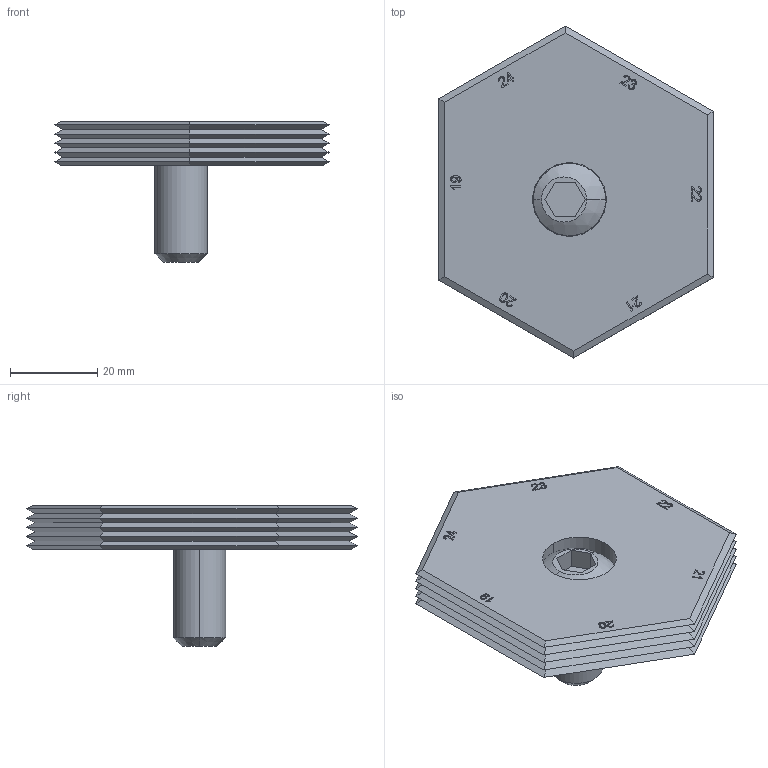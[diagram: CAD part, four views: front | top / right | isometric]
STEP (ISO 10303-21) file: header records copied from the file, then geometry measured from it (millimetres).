
FILE_DESCRIPTION (( 'STEP AP203' ), '1' );
FILE_NAME ('mbspc3035s.STEP', '2021-10-26T02:40:35', ( '' ), ( '' ), 'SwSTEP 2.0', 'SolidWorks 2020', '' );
FILE_SCHEMA (( 'CONFIG_CONTROL_DESIGN' ));
Length unit declared in the file: millimetre
Products named in the file (3): mbspc3035s; mbspc3035s_02; mbspc3035s_01
Assembly tree (2 placements, depth 2):
  mbspc3035s
    mbspc3035s_01
    mbspc3035s_02
Bounding box: 63 x 76.21 x 32.37 mm (x, y, z)
Volume: 36301.9 mm3; surface area: 12972.1 mm2
Topology: 2 solids, 2 shells, 247 faces, 617 edges, 392 vertices
Faces by surface type: plane 140, bspline 95, cylinder 8, sphere 2, cone 2
Entity records: 12899 total; most frequent: CARTESIAN_POINT 7373, ORIENTED_EDGE 1234, DIRECTION 759, EDGE_CURVE 617, LINE 405, VECTOR 405, VERTEX_POINT 392, EDGE_LOOP 267
